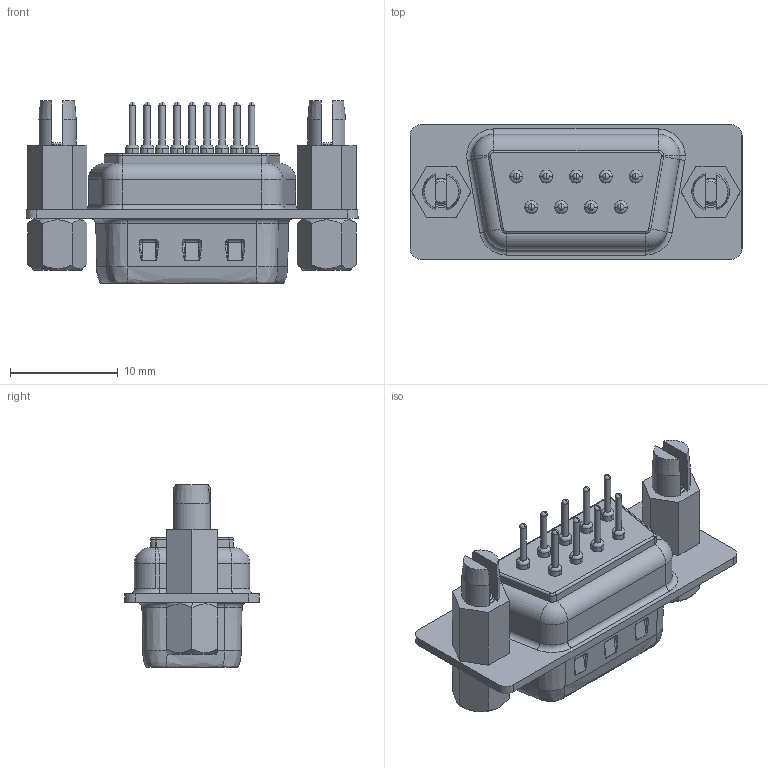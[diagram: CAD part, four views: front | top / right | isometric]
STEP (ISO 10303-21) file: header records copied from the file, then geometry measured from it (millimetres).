
FILE_DESCRIPTION (( 'STEP AP214' ), '1' );
FILE_NAME ('FDM0904-M0DS103W1K-REF.STEP', '2025-03-05T08:46:30', ( '' ), ( '' ), 'SwSTEP 2.0', 'SolidWorks 2021', '' );
FILE_SCHEMA (( 'AUTOMOTIVE_DESIGN' ));
Length unit declared in the file: millimetre
Products named in the file (1): FDM0904-M0DS103W1K-REF
Bounding box: 30.81 x 12.5 x 16.9 mm (x, y, z)
Volume: 1766.3 mm3; surface area: 2974.8 mm2
Topology: 1 solids, 2 shells, 719 faces, 1854 edges, 1130 vertices
Faces by surface type: cylinder 376, plane 137, bspline 66, torus 55, sphere 51, cone 34
Entity records: 33875 total; most frequent: CARTESIAN_POINT 18246, ORIENTED_EDGE 3564, DIRECTION 3058, EDGE_CURVE 1782, AXIS2_PLACEMENT_3D 1199, VERTEX_POINT 1106, EDGE_LOOP 764, ADVANCED_FACE 719
